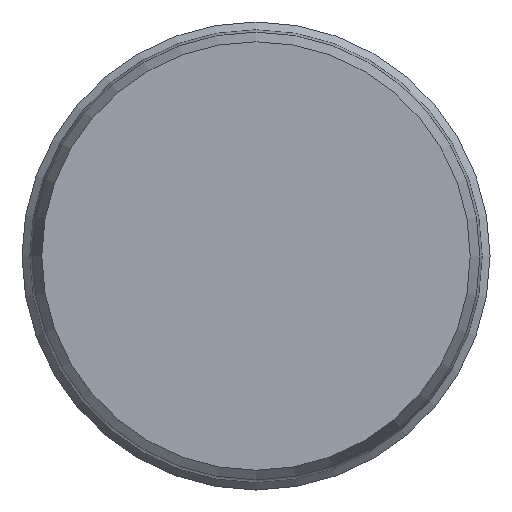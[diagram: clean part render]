
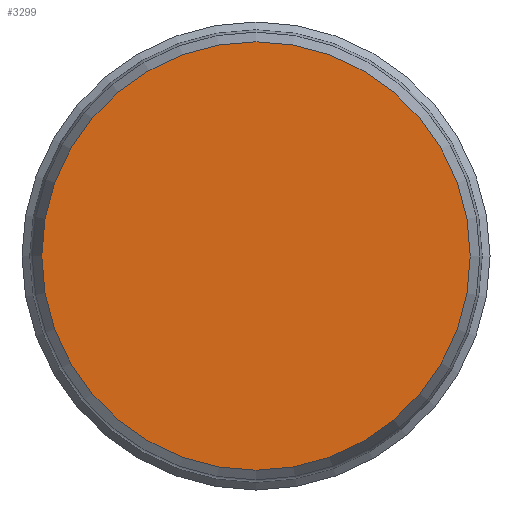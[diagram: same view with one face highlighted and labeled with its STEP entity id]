
A CAD part, front view. The second image highlights one B-rep face of the part: STEP entity #3299.
In plain terms, the highlighted planar face has unit normal (0, -1, 0).
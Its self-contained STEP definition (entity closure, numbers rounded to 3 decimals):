
#97=PLANE('',#3752);
#396=FACE_OUTER_BOUND('',#605,.T.);
#605=EDGE_LOOP('',(#2997));
#1250=CIRCLE('',#3750,35.7);
#1533=VERTEX_POINT('',#6408);
#2019=EDGE_CURVE('',#1533,#1533,#1250,.T.);
#2997=ORIENTED_EDGE('',*,*,#2019,.F.);
#3299=ADVANCED_FACE('',(#396),#97,.F.);
#3750=AXIS2_PLACEMENT_3D('',#6409,#4838,#4839);
#3752=AXIS2_PLACEMENT_3D('',#6413,#4844,#4845);
#4838=DIRECTION('center_axis',(0.,1.,0.));
#4839=DIRECTION('ref_axis',(1.,0.,0.));
#4844=DIRECTION('center_axis',(0.,1.,0.));
#4845=DIRECTION('ref_axis',(1.,0.,0.));
#6408=CARTESIAN_POINT('',(-35.7,-45.,0.));
#6409=CARTESIAN_POINT('Origin',(0.,-45.,0.));
#6413=CARTESIAN_POINT('Origin',(0.,-45.,0.));
